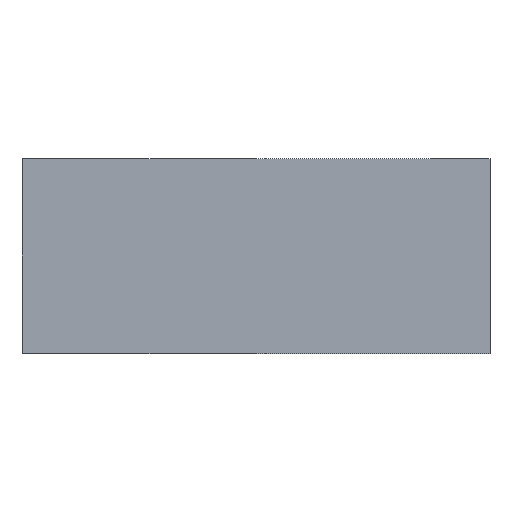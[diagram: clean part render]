
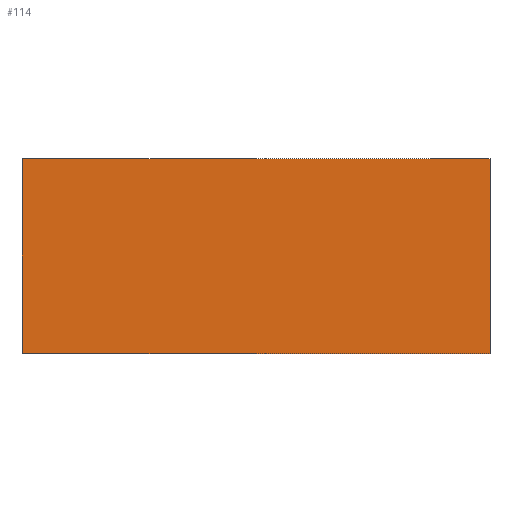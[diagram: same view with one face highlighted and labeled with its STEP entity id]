
A CAD part, front view. The second image highlights one B-rep face of the part: STEP entity #114.
In plain terms, the highlighted planar face has unit normal (0, -1, 0).
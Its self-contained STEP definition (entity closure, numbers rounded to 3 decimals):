
#114=ADVANCED_FACE('',(#144),#488,.T.);
#144=FACE_OUTER_BOUND('',#174,.T.);
#174=EDGE_LOOP('',(#227,#228,#229,#230));
#227=ORIENTED_EDGE('',*,*,#353,.T.);
#228=ORIENTED_EDGE('',*,*,#357,.T.);
#229=ORIENTED_EDGE('',*,*,#360,.T.);
#230=ORIENTED_EDGE('',*,*,#362,.T.);
#353=EDGE_CURVE('',#438,#437,#425,.T.);
#357=EDGE_CURVE('',#437,#440,#429,.T.);
#360=EDGE_CURVE('',#440,#442,#432,.T.);
#362=EDGE_CURVE('',#442,#438,#434,.T.);
#425=B_SPLINE_CURVE_WITH_KNOTS('',1,(#557,#558),.UNSPECIFIED.,.F.,.F.,(2,
2),(0.,10.),.UNSPECIFIED.);
#429=B_SPLINE_CURVE_WITH_KNOTS('',1,(#565,#566),.UNSPECIFIED.,.F.,.F.,(2,
2),(10.,34.),.UNSPECIFIED.);
#432=B_SPLINE_CURVE_WITH_KNOTS('',1,(#571,#572),.UNSPECIFIED.,.F.,.F.,(2,
2),(34.,44.),.UNSPECIFIED.);
#434=B_SPLINE_CURVE_WITH_KNOTS('',1,(#575,#576),.UNSPECIFIED.,.F.,.F.,(2,
2),(44.,68.),.UNSPECIFIED.);
#437=VERTEX_POINT('',#547);
#438=VERTEX_POINT('',#548);
#440=VERTEX_POINT('',#550);
#442=VERTEX_POINT('',#552);
#488=PLANE('',#518);
#518=AXIS2_PLACEMENT_3D('',#544,#531,$);
#531=DIRECTION('',(0.,-1.,0.));
#544=CARTESIAN_POINT('',(12.,0.,0.));
#547=CARTESIAN_POINT('',(12.,0.,10.));
#548=CARTESIAN_POINT('',(12.,0.,0.));
#550=CARTESIAN_POINT('',(-12.,0.,10.));
#552=CARTESIAN_POINT('',(-12.,0.,0.));
#557=CARTESIAN_POINT('',(12.,0.,0.));
#558=CARTESIAN_POINT('',(12.,0.,10.));
#565=CARTESIAN_POINT('',(12.,0.,10.));
#566=CARTESIAN_POINT('',(-12.,0.,10.));
#571=CARTESIAN_POINT('',(-12.,0.,10.));
#572=CARTESIAN_POINT('',(-12.,0.,0.));
#575=CARTESIAN_POINT('',(-12.,0.,0.));
#576=CARTESIAN_POINT('',(12.,0.,0.));
